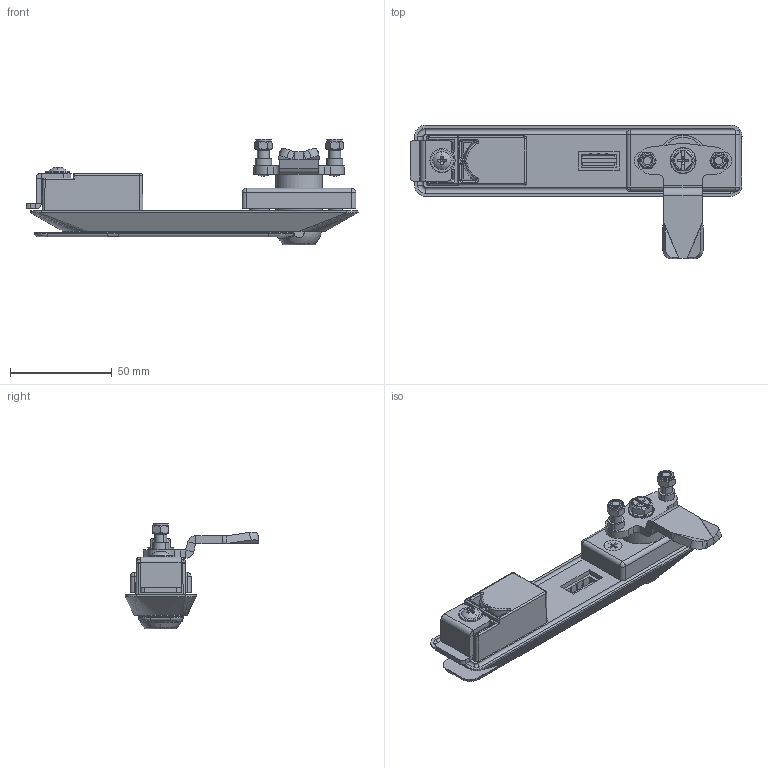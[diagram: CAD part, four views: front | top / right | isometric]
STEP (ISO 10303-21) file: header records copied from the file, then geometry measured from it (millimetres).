
FILE_DESCRIPTION (( 'STEP AP203' ), '1' );
FILE_NAME ('KI27.00.1214.STEP', '2022-07-27T10:10:31', ( '' ), ( '' ), 'SwSTEP 2.0', 'SolidWorks 2021', '' );
FILE_SCHEMA (( 'CONFIG_CONTROL_DESIGN' ));
Length unit declared in the file: millimetre
Products named in the file (1): KI27.00.1214
Bounding box: 163.2 x 65.78 x 51.97 mm (x, y, z)
Surface area: 33354 mm2 (no closed solid volume)
Topology: 0 solids, 27 shells, 508 faces, 1445 edges, 962 vertices
Faces by surface type: plane 229, cylinder 155, torus 47, bspline 32, cone 31, sphere 14
Entity records: 20319 total; most frequent: CARTESIAN_POINT 8296, ORIENTED_EDGE 2456, DIRECTION 2262, EDGE_CURVE 1441, VERTEX_POINT 960, AXIS2_PLACEMENT_3D 854, VECTOR 554, LINE 554
